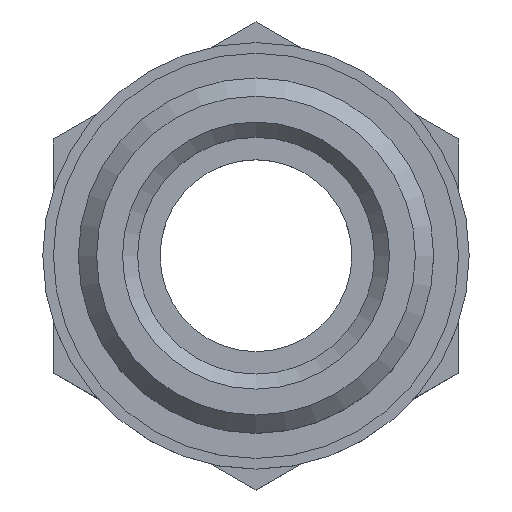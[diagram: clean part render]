
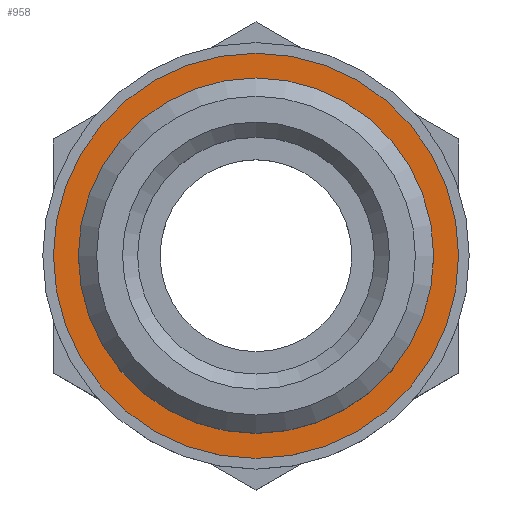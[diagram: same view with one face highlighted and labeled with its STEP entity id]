
A CAD part, top view. The second image highlights one B-rep face of the part: STEP entity #958.
In plain terms, the highlighted planar face has unit normal (0, 0, 1).
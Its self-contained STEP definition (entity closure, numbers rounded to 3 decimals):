
#153=ORIENTED_EDGE('',*,*,#275,.F.);
#154=ORIENTED_EDGE('',*,*,#274,.T.);
#274=EDGE_CURVE('',#340,#340,#388,.T.);
#275=EDGE_CURVE('',#341,#341,#389,.T.);
#340=VERTEX_POINT('',#1409);
#341=VERTEX_POINT('',#1412);
#388=CIRCLE('',#1036,8.331);
#389=CIRCLE('',#1038,9.5);
#448=EDGE_LOOP('',(#153));
#449=EDGE_LOOP('',(#154));
#528=FACE_BOUND('',#448,.T.);
#529=FACE_BOUND('',#449,.T.);
#572=PLANE('',#1037);
#958=ADVANCED_FACE('',(#528,#529),#572,.F.);
#1036=AXIS2_PLACEMENT_3D('',#1408,#1177,#1178);
#1037=AXIS2_PLACEMENT_3D('',#1410,#1179,#1180);
#1038=AXIS2_PLACEMENT_3D('',#1411,#1181,#1182);
#1177=DIRECTION('',(0.,0.,-1.));
#1178=DIRECTION('',(-1.,0.,0.));
#1179=DIRECTION('',(0.,0.,-1.));
#1180=DIRECTION('',(-1.,0.,0.));
#1181=DIRECTION('',(0.,0.,-1.));
#1182=DIRECTION('',(-1.,0.,0.));
#1408=CARTESIAN_POINT('',(0.,0.,0.));
#1409=CARTESIAN_POINT('',(-8.331,0.,0.));
#1410=CARTESIAN_POINT('',(0.,0.,0.));
#1411=CARTESIAN_POINT('',(0.,0.,0.));
#1412=CARTESIAN_POINT('',(-9.5,0.,0.));
